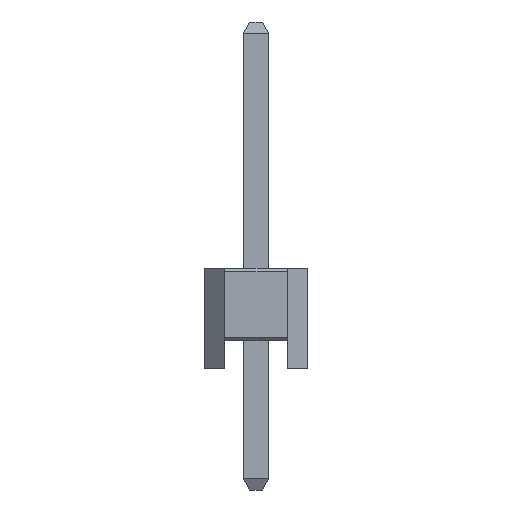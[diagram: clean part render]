
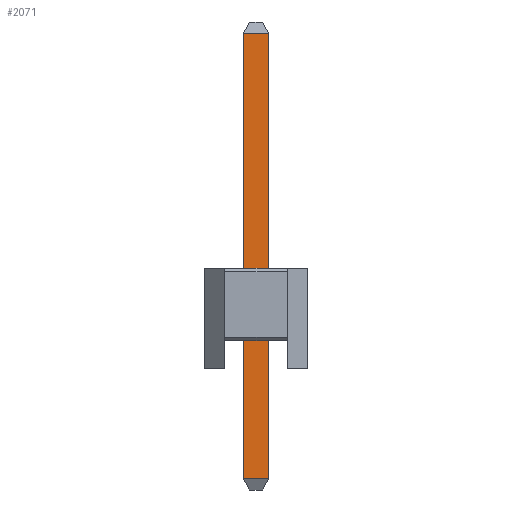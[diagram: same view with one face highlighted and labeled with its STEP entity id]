
A CAD part, left-side view. The second image highlights one B-rep face of the part: STEP entity #2071.
In plain terms, the highlighted planar face has unit normal (-1, 0, 0).
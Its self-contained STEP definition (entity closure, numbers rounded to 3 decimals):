
#2071=ADVANCED_FACE('',(#3483),#3485,.T.);
#3483=FACE_BOUND('',#3484,.T.);
#3484=EDGE_LOOP('',(#4430,#4431,#4432,#4433));
#3485=PLANE('',#3486);
#3486=AXIS2_PLACEMENT_3D('',#3487,#3488,#3489);
#3487=CARTESIAN_POINT('',(-0.32,0.32,-3.));
#3488=DIRECTION('',(-1.,0.,0.));
#3489=DIRECTION('',(0.,-1.,0.));
#4430=ORIENTED_EDGE('',*,*,#4912,.F.);
#4431=ORIENTED_EDGE('',*,*,#4911,.F.);
#4432=ORIENTED_EDGE('',*,*,#4913,.T.);
#4433=ORIENTED_EDGE('',*,*,#4914,.T.);
#4911=EDGE_CURVE('',#5611,#5607,#5613,.T.);
#4912=EDGE_CURVE('',#5607,#5614,#5615,.T.);
#4913=EDGE_CURVE('',#5611,#5616,#5617,.T.);
#4914=EDGE_CURVE('',#5616,#5614,#5618,.T.);
#5607=VERTEX_POINT('',#7173);
#5611=VERTEX_POINT('',#7181);
#5613=LINE('',#7185,#7186);
#5614=VERTEX_POINT('',#7188);
#5615=LINE('',#7189,#7190);
#5616=VERTEX_POINT('',#7192);
#5617=LINE('',#7193,#7194);
#5618=LINE('',#7196,#7197);
#7173=CARTESIAN_POINT('',(-0.32,0.32,8.323));
#7181=CARTESIAN_POINT('',(-0.32,0.32,-2.723));
#7185=CARTESIAN_POINT('',(-0.32,0.32,-2.723));
#7186=VECTOR('',#7187,1.);
#7187=DIRECTION('',(0.,0.,1.));
#7188=CARTESIAN_POINT('',(-0.32,-0.32,8.323));
#7189=CARTESIAN_POINT('',(-0.32,0.32,8.323));
#7190=VECTOR('',#7191,1.);
#7191=DIRECTION('',(0.,-1.,0.));
#7192=CARTESIAN_POINT('',(-0.32,-0.32,-2.723));
#7193=CARTESIAN_POINT('',(-0.32,0.32,-2.723));
#7194=VECTOR('',#7195,1.);
#7195=DIRECTION('',(0.,-1.,0.));
#7196=CARTESIAN_POINT('',(-0.32,-0.32,-2.723));
#7197=VECTOR('',#7198,1.);
#7198=DIRECTION('',(0.,0.,1.));
